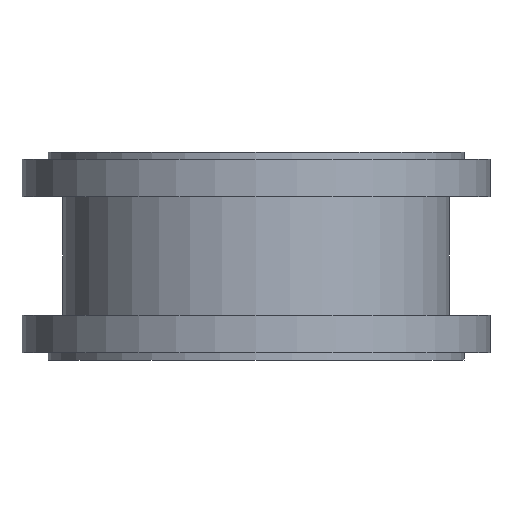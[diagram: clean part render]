
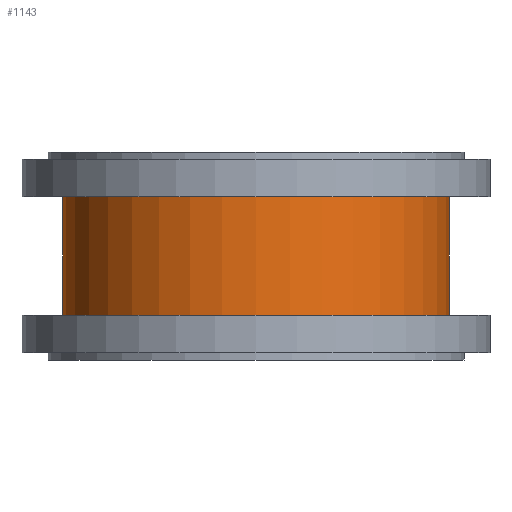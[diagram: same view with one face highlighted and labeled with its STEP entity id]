
A CAD part, front view. The second image highlights one B-rep face of the part: STEP entity #1143.
In plain terms, the highlighted cylindrical face has radius 26 mm (diameter 52 mm), a partial arc.
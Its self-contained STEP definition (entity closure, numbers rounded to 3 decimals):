
#31 = DIRECTION ( 'NONE',  ( 0., 0., -1. ) ) ;
#88 = VERTEX_POINT ( 'NONE', #1152 ) ;
#163 = LINE ( 'NONE', #372, #436 ) ;
#164 = VERTEX_POINT ( 'NONE', #569 ) ;
#195 = FACE_OUTER_BOUND ( 'NONE', #459, .T. ) ;
#254 = EDGE_CURVE ( 'NONE', #88, #164, #555, .T. ) ;
#256 = AXIS2_PLACEMENT_3D ( 'NONE', #1182, #400, #911 ) ;
#257 = ORIENTED_EDGE ( 'NONE', *, *, #424, .F. ) ;
#276 = CARTESIAN_POINT ( 'NONE',  ( 0., 0., 8. ) ) ;
#372 = CARTESIAN_POINT ( 'NONE',  ( 26., 0., 8. ) ) ;
#393 = ORIENTED_EDGE ( 'NONE', *, *, #1382, .T. ) ;
#400 = DIRECTION ( 'NONE',  ( 0., 0., 1. ) ) ;
#413 = DIRECTION ( 'NONE',  ( -1., 0., 0. ) ) ;
#424 = EDGE_CURVE ( 'NONE', #1343, #1508, #163, .T. ) ;
#436 = VECTOR ( 'NONE', #1459, 1000. ) ;
#453 = AXIS2_PLACEMENT_3D ( 'NONE', #607, #455, #1550 ) ;
#455 = DIRECTION ( 'NONE',  ( 0., 0., 1. ) ) ;
#459 = EDGE_LOOP ( 'NONE', ( #257, #560, #834, #393 ) ) ;
#555 = LINE ( 'NONE', #1534, #646 ) ;
#560 = ORIENTED_EDGE ( 'NONE', *, *, #1004, .F. ) ;
#569 = CARTESIAN_POINT ( 'NONE',  ( -26., 0., -8. ) ) ;
#607 = CARTESIAN_POINT ( 'NONE',  ( 0., 0., -8. ) ) ;
#646 = VECTOR ( 'NONE', #1623, 1000. ) ;
#834 = ORIENTED_EDGE ( 'NONE', *, *, #254, .T. ) ;
#878 = CARTESIAN_POINT ( 'NONE',  ( 26., 0., 8. ) ) ;
#896 = CARTESIAN_POINT ( 'NONE',  ( 26., 0., -8. ) ) ;
#911 = DIRECTION ( 'NONE',  ( 1., 0., 0. ) ) ;
#1004 = EDGE_CURVE ( 'NONE', #88, #1343, #1319, .T. ) ;
#1025 = CYLINDRICAL_SURFACE ( 'NONE', #1670, 26. ) ;
#1143 = ADVANCED_FACE ( 'NONE', ( #195 ), #1025, .T. ) ;
#1152 = CARTESIAN_POINT ( 'NONE',  ( -26., 0., 8. ) ) ;
#1182 = CARTESIAN_POINT ( 'NONE',  ( 0., 0., 8. ) ) ;
#1279 = CIRCLE ( 'NONE', #453, 26. ) ;
#1319 = CIRCLE ( 'NONE', #256, 26. ) ;
#1343 = VERTEX_POINT ( 'NONE', #878 ) ;
#1382 = EDGE_CURVE ( 'NONE', #164, #1508, #1279, .T. ) ;
#1459 = DIRECTION ( 'NONE',  ( 0., 0., -1. ) ) ;
#1508 = VERTEX_POINT ( 'NONE', #896 ) ;
#1534 = CARTESIAN_POINT ( 'NONE',  ( -26., 0., 8. ) ) ;
#1550 = DIRECTION ( 'NONE',  ( 1., 0., 0. ) ) ;
#1623 = DIRECTION ( 'NONE',  ( 0., 0., -1. ) ) ;
#1670 = AXIS2_PLACEMENT_3D ( 'NONE', #276, #31, #413 ) ;
